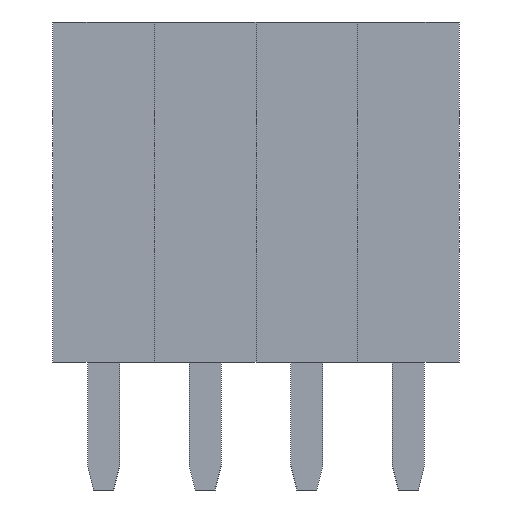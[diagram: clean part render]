
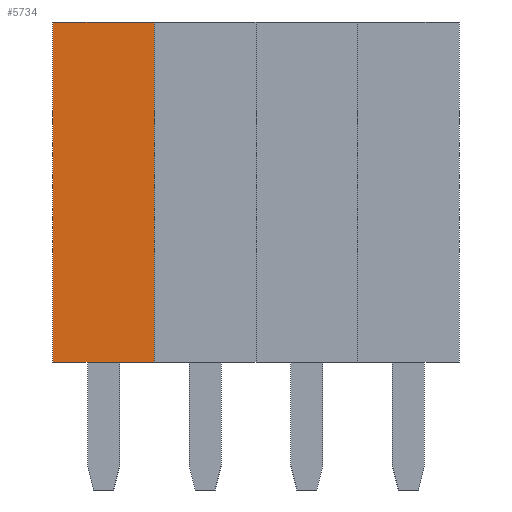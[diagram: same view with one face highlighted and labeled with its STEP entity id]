
A CAD part, front view. The second image highlights one B-rep face of the part: STEP entity #5734.
In plain terms, the highlighted planar face has unit normal (0, -1, 0).
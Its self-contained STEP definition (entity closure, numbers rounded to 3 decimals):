
#220 = VERTEX_POINT ( 'NONE', #1721 ) ;
#294 = DIRECTION ( 'NONE',  ( 0., 0., -1. ) ) ;
#342 = CARTESIAN_POINT ( 'NONE',  ( 1.27, 0., 0. ) ) ;
#639 = CARTESIAN_POINT ( 'NONE',  ( -1.27, 0., 8.5 ) ) ;
#791 = CARTESIAN_POINT ( 'NONE',  ( -1.27, 0., 8.5 ) ) ;
#1721 = CARTESIAN_POINT ( 'NONE',  ( -1.27, 0., 0. ) ) ;
#1825 = DIRECTION ( 'NONE',  ( 0., 1., 0. ) ) ;
#1888 = VERTEX_POINT ( 'NONE', #6572 ) ;
#2887 = CARTESIAN_POINT ( 'NONE',  ( 1.27, 0., 8.5 ) ) ;
#3056 = CARTESIAN_POINT ( 'NONE',  ( 1.27, 0., 8.5 ) ) ;
#3232 = ORIENTED_EDGE ( 'NONE', *, *, #7693, .T. ) ;
#3272 = CARTESIAN_POINT ( 'NONE',  ( 1.27, 0., 8.5 ) ) ;
#3311 = DIRECTION ( 'NONE',  ( 1., 0., 0. ) ) ;
#3343 = VERTEX_POINT ( 'NONE', #639 ) ;
#3835 = EDGE_CURVE ( 'NONE', #3343, #4641, #4419, .T. ) ;
#3934 = LINE ( 'NONE', #791, #6550 ) ;
#4217 = ORIENTED_EDGE ( 'NONE', *, *, #7428, .T. ) ;
#4261 = VECTOR ( 'NONE', #294, 1000. ) ;
#4419 = LINE ( 'NONE', #4763, #6692 ) ;
#4553 = ORIENTED_EDGE ( 'NONE', *, *, #4718, .F. ) ;
#4641 = VERTEX_POINT ( 'NONE', #2887 ) ;
#4718 = EDGE_CURVE ( 'NONE', #4641, #1888, #6547, .T. ) ;
#4763 = CARTESIAN_POINT ( 'NONE',  ( 1.27, 0., 8.5 ) ) ;
#4916 = LINE ( 'NONE', #342, #8200 ) ;
#5248 = PLANE ( 'NONE',  #6823 ) ;
#5734 = ADVANCED_FACE ( 'NONE', ( #6011 ), #5248, .F. ) ;
#5870 = EDGE_LOOP ( 'NONE', ( #3232, #4553, #7502, #4217 ) ) ;
#6011 = FACE_OUTER_BOUND ( 'NONE', #5870, .T. ) ;
#6333 = DIRECTION ( 'NONE',  ( 0., 0., -1. ) ) ;
#6547 = LINE ( 'NONE', #3056, #4261 ) ;
#6550 = VECTOR ( 'NONE', #6333, 1000. ) ;
#6572 = CARTESIAN_POINT ( 'NONE',  ( 1.27, 0., 0. ) ) ;
#6692 = VECTOR ( 'NONE', #3311, 1000. ) ;
#6823 = AXIS2_PLACEMENT_3D ( 'NONE', #3272, #1825, #7358 ) ;
#7358 = DIRECTION ( 'NONE',  ( -1., 0., 0. ) ) ;
#7428 = EDGE_CURVE ( 'NONE', #3343, #220, #3934, .T. ) ;
#7502 = ORIENTED_EDGE ( 'NONE', *, *, #3835, .F. ) ;
#7693 = EDGE_CURVE ( 'NONE', #220, #1888, #4916, .T. ) ;
#8031 = DIRECTION ( 'NONE',  ( 1., 0., 0. ) ) ;
#8200 = VECTOR ( 'NONE', #8031, 1000. ) ;
